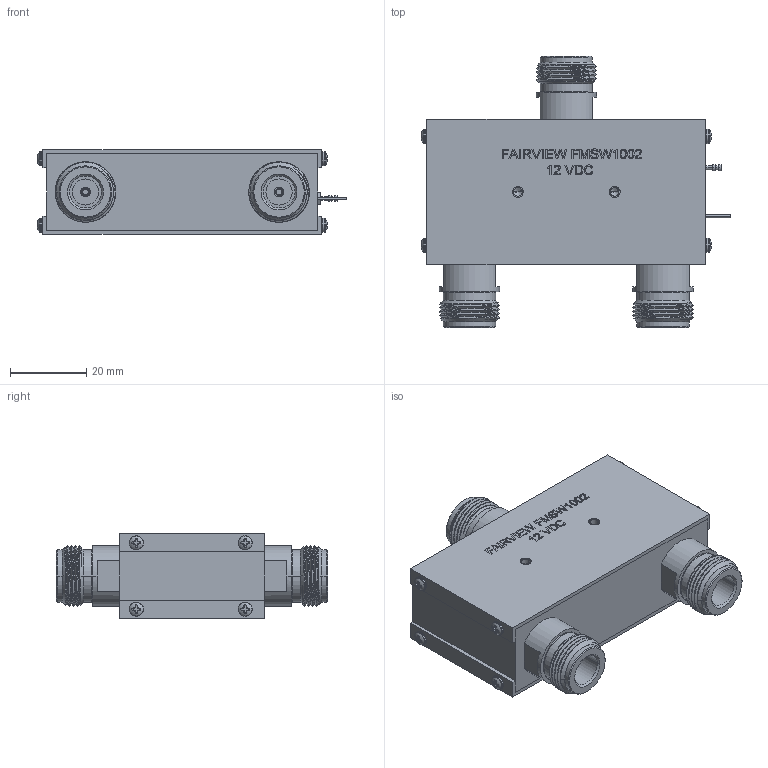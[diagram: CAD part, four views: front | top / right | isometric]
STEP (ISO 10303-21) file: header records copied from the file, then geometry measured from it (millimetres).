
FILE_DESCRIPTION (( 'STEP AP214' ), '1' );
FILE_NAME ('FMSW1002_3D.step', '2025-11-25T22:22:52', ( '' ), ( '' ), 'SwSTEP 2.0', 'SolidWorks 2025', '' );
FILE_SCHEMA (( 'AUTOMOTIVE_DESIGN' ));
Length unit declared in the file: inch
Products named in the file (1): FMSW1002_3D
Bounding box: 81.3 x 71.12 x 22.23 mm (x, y, z)
Volume: 68013.8 mm3; surface area: 14905 mm2
Topology: 1 solids, 1 shells, 899 faces, 2432 edges, 1597 vertices
Faces by surface type: plane 409, cylinder 234, bspline 109, cone 101, torus 38, sphere 8
Entity records: 38583 total; most frequent: CARTESIAN_POINT 17308, ORIENTED_EDGE 4832, DIRECTION 3891, EDGE_CURVE 2416, VERTEX_POINT 1597, AXIS2_PLACEMENT_3D 1368, LINE 1155, VECTOR 1155
